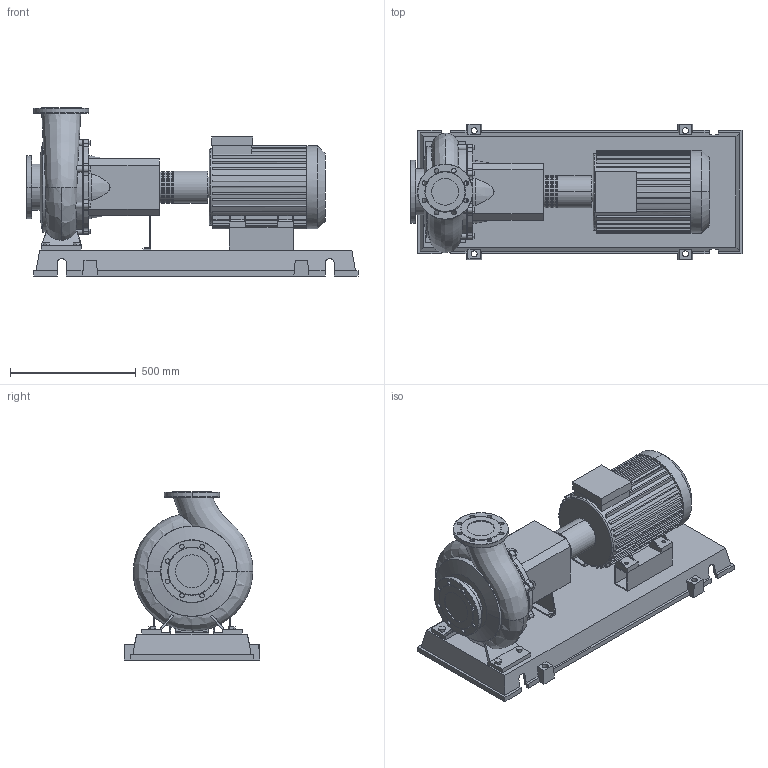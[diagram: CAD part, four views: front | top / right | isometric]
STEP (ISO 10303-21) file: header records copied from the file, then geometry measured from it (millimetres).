
FILE_DESCRIPTION((''),'2;1');
FILE_NAME('3d_NL100_315-11-4-05-4109360.stp','2015-03-03T07:58:49',(''),(''),'Mechanical Desktop 2009','Mechanical Desktop 2009',', , ');
FILE_SCHEMA(('CONFIG_CONTROL_DESIGN'));
Length unit declared in the file: millimetre
Products named in the file (1): Product
Bounding box: 1320 x 540 x 668 mm (x, y, z)
Volume: 95377009.9 mm3; surface area: 4769490.8 mm2
Topology: 13 solids, 13 shells, 882 faces, 2364 edges, 1547 vertices
Faces by surface type: plane 458, cylinder 233, bspline 163, cone 14, torus 14
Full cylindrical faces by diameter (mm): 359 x1
Entity records: 31571 total; most frequent: CARTESIAN_POINT 9318, ORIENTED_EDGE 4730, DIRECTION 4454, EDGE_CURVE 2365, VERTEX_POINT 1546, VECTOR 1496, LINE 1496, AXIS2_PLACEMENT_3D 1479
